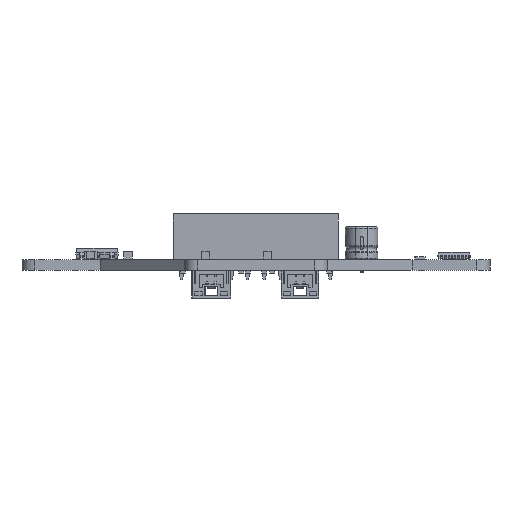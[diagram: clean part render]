
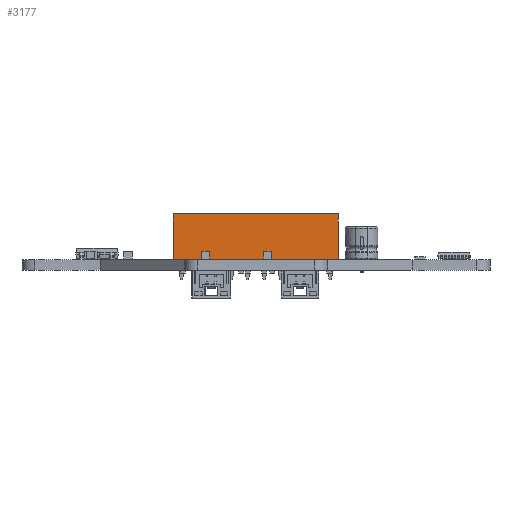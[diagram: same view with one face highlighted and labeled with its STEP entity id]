
A CAD part, left-side view. The second image highlights one B-rep face of the part: STEP entity #3177.
In plain terms, the highlighted face is planar.
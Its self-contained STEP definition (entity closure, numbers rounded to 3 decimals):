
#3177 = ADVANCED_FACE('',(#3178),#3212,.F.);
#3178 = FACE_BOUND('',#3179,.F.);
#3179 = EDGE_LOOP('',(#3180,#3190,#3198,#3206));
#3180 = ORIENTED_EDGE('',*,*,#3181,.T.);
#3181 = EDGE_CURVE('',#3182,#3184,#3186,.T.);
#3182 = VERTEX_POINT('',#3183);
#3183 = CARTESIAN_POINT('',(1.27,-24.13,0.));
#3184 = VERTEX_POINT('',#3185);
#3185 = CARTESIAN_POINT('',(1.27,-24.13,7.));
#3186 = LINE('',#3187,#3188);
#3187 = CARTESIAN_POINT('',(1.27,-24.13,0.));
#3188 = VECTOR('',#3189,1.);
#3189 = DIRECTION('',(0.,0.,1.));
#3190 = ORIENTED_EDGE('',*,*,#3191,.T.);
#3191 = EDGE_CURVE('',#3184,#3192,#3194,.T.);
#3192 = VERTEX_POINT('',#3193);
#3193 = CARTESIAN_POINT('',(1.27,1.27,7.));
#3194 = LINE('',#3195,#3196);
#3195 = CARTESIAN_POINT('',(1.27,-24.13,7.));
#3196 = VECTOR('',#3197,1.);
#3197 = DIRECTION('',(0.,1.,0.));
#3198 = ORIENTED_EDGE('',*,*,#3199,.F.);
#3199 = EDGE_CURVE('',#3200,#3192,#3202,.T.);
#3200 = VERTEX_POINT('',#3201);
#3201 = CARTESIAN_POINT('',(1.27,1.27,0.));
#3202 = LINE('',#3203,#3204);
#3203 = CARTESIAN_POINT('',(1.27,1.27,0.));
#3204 = VECTOR('',#3205,1.);
#3205 = DIRECTION('',(0.,0.,1.));
#3206 = ORIENTED_EDGE('',*,*,#3207,.F.);
#3207 = EDGE_CURVE('',#3182,#3200,#3208,.T.);
#3208 = LINE('',#3209,#3210);
#3209 = CARTESIAN_POINT('',(1.27,-24.13,0.));
#3210 = VECTOR('',#3211,1.);
#3211 = DIRECTION('',(0.,1.,0.));
#3212 = PLANE('',#3213);
#3213 = AXIS2_PLACEMENT_3D('',#3214,#3215,#3216);
#3214 = CARTESIAN_POINT('',(1.27,-24.13,0.));
#3215 = DIRECTION('',(-1.,0.,0.));
#3216 = DIRECTION('',(0.,1.,0.));
